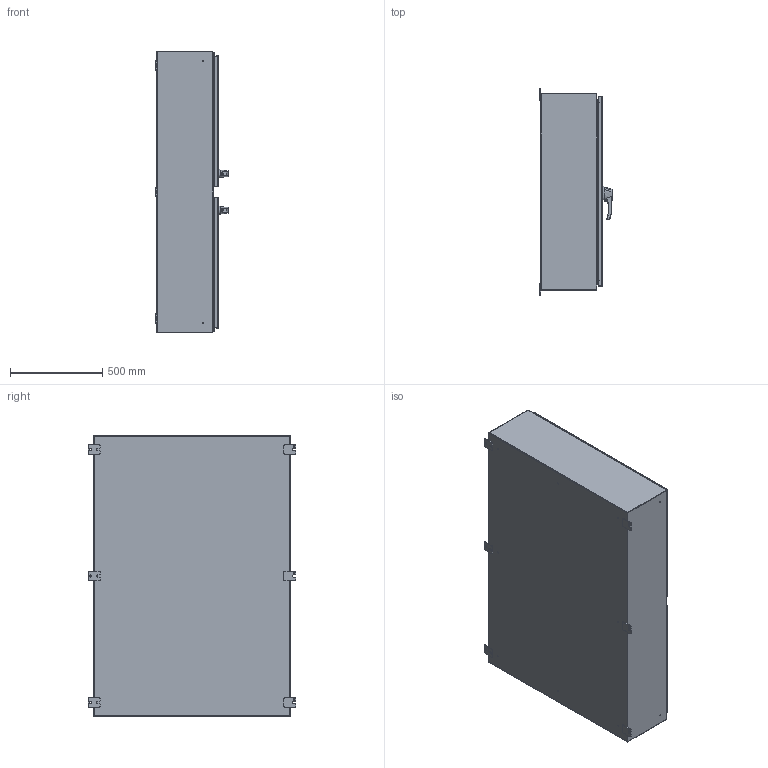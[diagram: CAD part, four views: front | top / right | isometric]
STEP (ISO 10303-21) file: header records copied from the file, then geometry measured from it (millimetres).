
FILE_DESCRIPTION (( 'STEP AP214' ), '1' );
FILE_NAME ('HN4WM426012GY.STEP', '2019-08-27T17:13:30', ( '' ), ( '' ), 'SwSTEP 2.0', 'SolidWorks 2018', '' );
FILE_SCHEMA (( 'AUTOMOTIVE_DESIGN' ));
Length unit declared in the file: inch
Products named in the file (1): HN4WM426012GY
Bounding box: 393.37 x 1123.95 x 1524 mm (x, y, z)
Volume: 18853928.2 mm3; surface area: 14577652.3 mm2
Topology: 112 solids, 114 shells, 3108 faces, 7999 edges, 5171 vertices
Faces by surface type: plane 1460, cylinder 1343, cone 161, bspline 144
Entity records: 148427 total; most frequent: CARTESIAN_POINT 30553, ORIENTED_EDGE 15970, DIRECTION 15862, EDGE_CURVE 7985, AXIS2_PLACEMENT_3D 5732, VERTEX_POINT 5171, VECTOR 4398, LINE 4398
